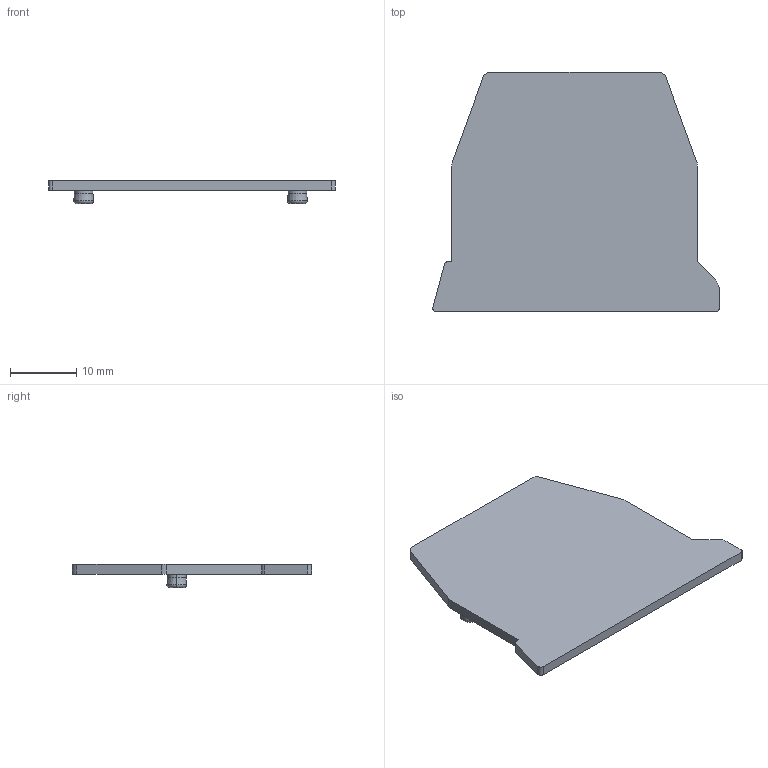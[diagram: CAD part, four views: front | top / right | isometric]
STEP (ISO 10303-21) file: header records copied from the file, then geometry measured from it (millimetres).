
FILE_DESCRIPTION((''),'2;1');
FILE_NAME('TEO_2-PT_ASM','2022-09-22T10:00:33',('klemen.sitar'),('Audax d.o.o.'),'CREO PARAMETRIC BY PTC INC, 2021304','CREO PARAMETRIC BY PTC INC, 2021304','');
FILE_SCHEMA(('AP242_MANAGED_MODEL_BASED_3D_ENGINEERING_MIM_LF { 1 0 10303 442 1 1 4 }'));
Length unit declared in the file: millimetre
Products named in the file (2): TEO_2-PT-15380; TEO_2-PT_ASM
Assembly tree (1 placements, depth 2):
  TEO_2-PT_ASM
    TEO_2-PT-15380
Bounding box: 43.16 x 36 x 3.5 mm (x, y, z)
Volume: 1956 mm3; surface area: 2855 mm2
Topology: 1 solids, 1 shells, 52 faces, 134 edges, 88 vertices
Faces by surface type: plane 24, cylinder 20, cone 4, torus 4
Entity records: 2682 total; most frequent: DIRECTION 302, CARTESIAN_POINT 282, ORIENTED_EDGE 268, PRESENTATION_STYLE_ASSIGNMENT 189, STYLED_ITEM 189, CURVE_STYLE 136, COLOUR_RGB 135, EDGE_CURVE 134
